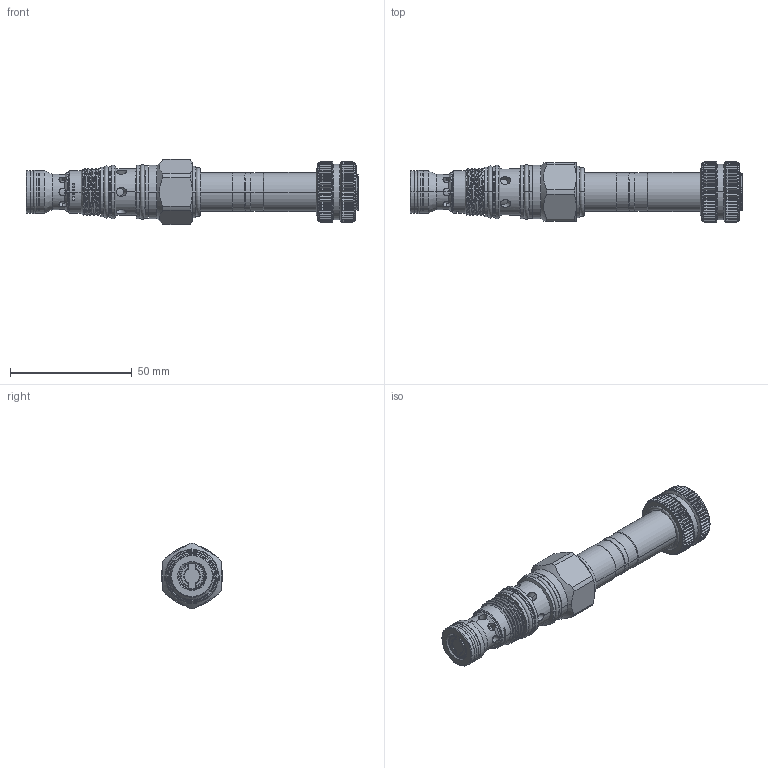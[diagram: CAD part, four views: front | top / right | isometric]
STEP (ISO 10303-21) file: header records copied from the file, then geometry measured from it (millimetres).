
FILE_DESCRIPTION (( 'STEP AP203' ), '1' );
FILE_NAME ('EP11A3C53N04.STEP', '2022-06-17T01:18:32', ( '' ), ( '' ), 'SwSTEP 2.0', 'SolidWorks 2018', '' );
FILE_SCHEMA (( 'CONFIG_CONTROL_DESIGN' ));
Length unit declared in the file: millimetre
Products named in the file (1): EP11A3C53N04
Bounding box: 136.15 x 25 x 26.69 mm (x, y, z)
Volume: 39087.2 mm3; surface area: 13500.8 mm2
Topology: 1 solids, 3 shells, 1138 faces, 3003 edges, 1902 vertices
Faces by surface type: cylinder 478, plane 452, cone 167, torus 24, bspline 17
Entity records: 42747 total; most frequent: CARTESIAN_POINT 15530, ORIENTED_EDGE 6006, DIRECTION 5348, EDGE_CURVE 3003, AXIS2_PLACEMENT_3D 2079, VERTEX_POINT 1902, LINE 1190, VECTOR 1190
